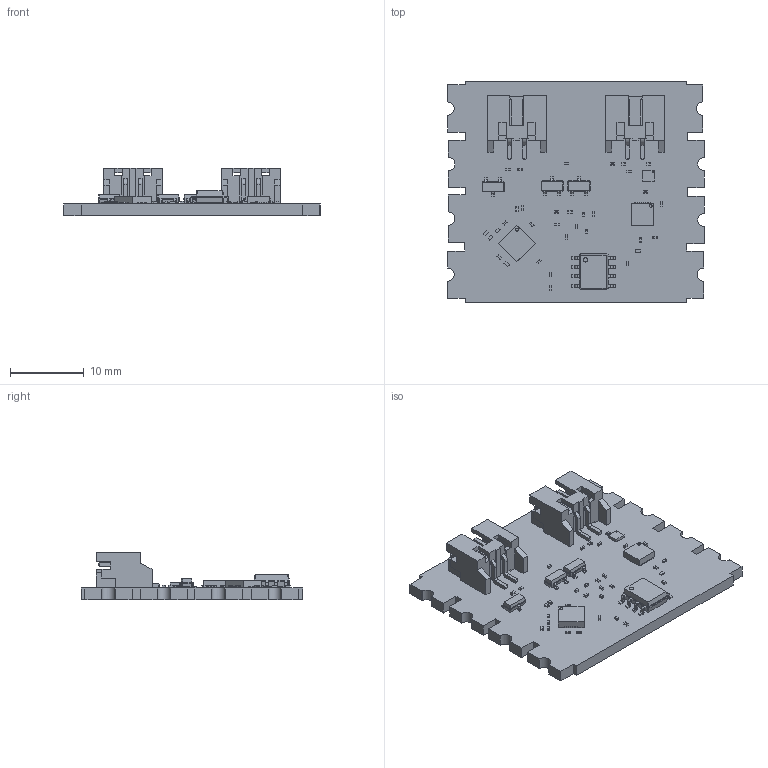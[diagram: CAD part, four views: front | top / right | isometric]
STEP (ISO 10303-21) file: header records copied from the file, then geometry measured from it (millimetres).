
FILE_DESCRIPTION(('KiCad electronic assembly'),'2;1');
FILE_NAME('Battery_Charger.step','2020-05-04T17:59:37',('An Author'),( 'A Company'),'Open CASCADE STEP processor 6.9', 'KiCad to STEP converter','Unknown');
FILE_SCHEMA(('AUTOMOTIVE_DESIGN { 1 0 10303 214 1 1 1 1 }'));
Length unit declared in the file: millimetre
Products named in the file (22): Open CASCADE STEP translator 6.9 1; R_0201_0603Metric; SOLID; L_0201_0603Metric; LED_0201_0603Metric; C_0201_0603Metric; STC3117IJT; COMPOUND; SOT-23; S2B-PH-SM4-TB; SOIC-8_3.9x4.9mm_P1.27mm; MCP73113-16SI_MF; BQ24650RVAR--3DModel-STEP-56544
Assembly tree (53 placements, depth 3):
  Open CASCADE STEP translator 6.9 1
    R_0201_0603Metric  x13
      SOLID
    L_0201_0603Metric  x2
      SOLID
    LED_0201_0603Metric  x3
      SOLID
    C_0201_0603Metric  x15
      SOLID
    STC3117IJT
      COMPOUND
    SOT-23  x3
      SOLID
    S2B-PH-SM4-TB  x2
      COMPOUND
    SOIC-8_3.9x4.9mm_P1.27mm
      SOLID
    MCP73113-16SI_MF
      COMPOUND
    BQ24650RVAR--3DModel-STEP-56544
      COMPOUND
    SOLID
Bounding box: 34.8 x 30 x 6.45 mm (x, y, z)
Volume: 1885.9 mm3; surface area: 3420.5 mm2
Topology: 89 solids, 89 shells, 1860 faces, 4702 edges, 3042 vertices
Faces by surface type: plane 1281, cylinder 457, bspline 113, sphere 9
Full cylindrical faces by diameter (mm): 0.182 x1, 0.375 x1, 0.6 x1
Entity records: 52730 total; most frequent: CARTESIAN_POINT 9488, DIRECTION 7471, LINE 5134, VECTOR 5134, ORIENTED_EDGE 3938, PCURVE 3938, DEFINITIONAL_REPRESENTATION 3938, EDGE_CURVE 1969
